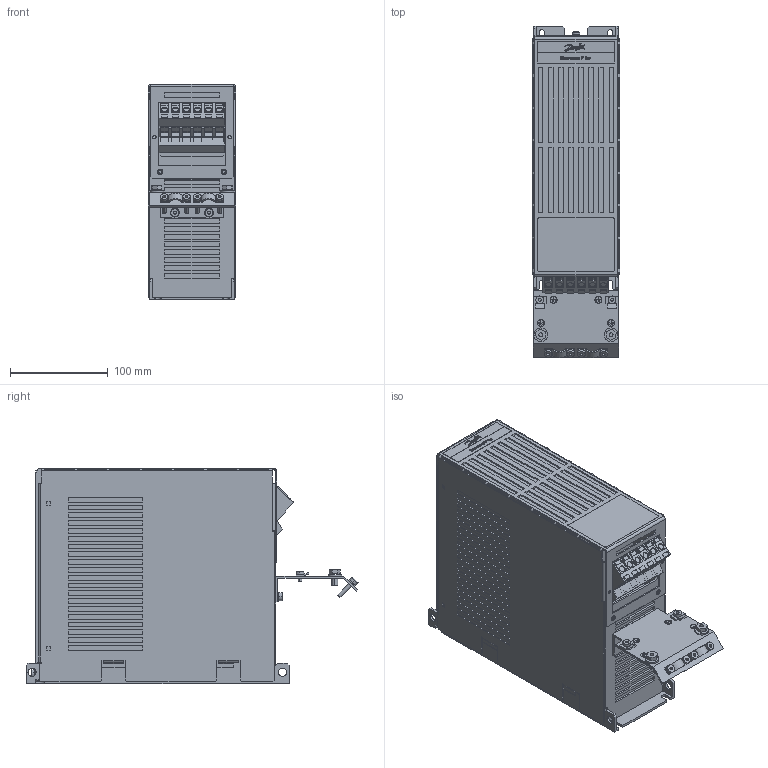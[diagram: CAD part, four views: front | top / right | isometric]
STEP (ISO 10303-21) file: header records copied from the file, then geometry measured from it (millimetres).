
FILE_DESCRIPTION((''),'2;1');
FILE_NAME('132H5070-V002-220222_OUT','2023-04-12T11:37:38',('U388355'),('Danfoss Power Electronics'),'CREO PARAMETRIC BY PTC INC, 2020342','CREO PARAMETRIC BY PTC INC, 2020342','');
FILE_SCHEMA(('CONFIG_CONTROL_DESIGN','GEOMETRIC_VALIDATION_PROPERTIES_MIM'));
Products named in the file (1): 132H5070-V002-220222_OUT
Bounding box: 90 x 340.5 x 221.46 mm (x, y, z)
Volume: 4413770.1 mm3; surface area: 426519.5 mm2
Topology: 3 solids, 26 shells, 1610 faces, 4795 edges, 3305 vertices
Faces by surface type: plane 1331, cylinder 262, cone 12, extrusion 2, torus 2, sphere 1
Entity records: 70563 total; most frequent: CARTESIAN_POINT 10774, ORIENTED_EDGE 9282, DIRECTION 8514, EDGE_CURVE 4793, VECTOR 3764, LINE 3762, VERTEX_POINT 3305, AXIS2_PLACEMENT_3D 2375
